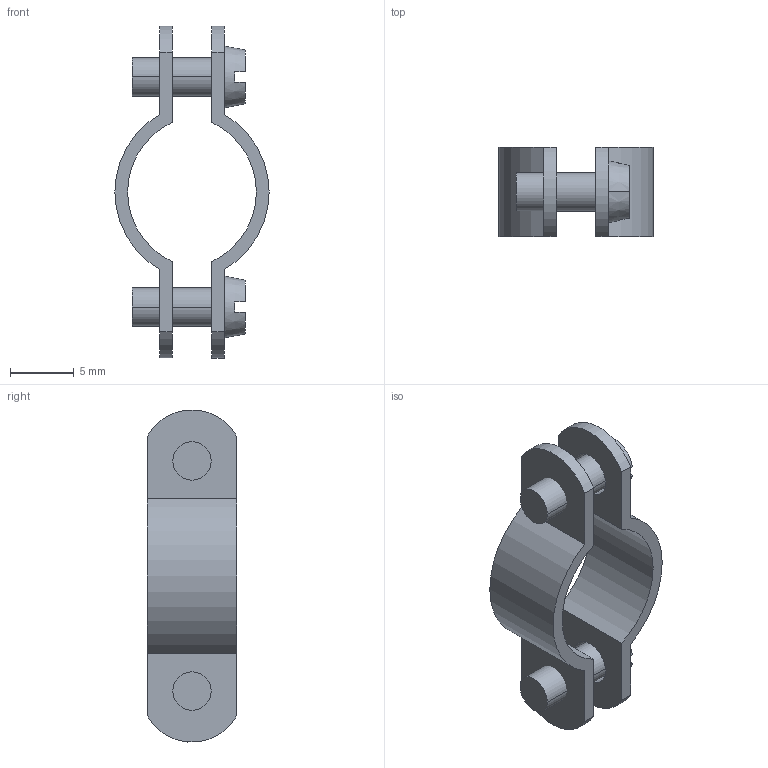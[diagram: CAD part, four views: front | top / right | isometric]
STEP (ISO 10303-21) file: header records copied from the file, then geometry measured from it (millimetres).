
FILE_DESCRIPTION (( 'STEP AP214' ), '1' );
FILE_NAME ('1442015.stp', '2017-02-27T13:51:40', ( '' ), ( '' ), 'SwSTEP 2.0', 'SolidWorks 2016', '' );
FILE_SCHEMA (( 'AUTOMOTIVE_DESIGN' ));
Length unit declared in the file: millimetre
Products named in the file (4): Unterschelle_Katalog; SchraubeM3_Katalog.1; 1442015; Oberschelle_Katalog
Assembly tree (4 placements, depth 2):
  1442015
    Unterschelle_Katalog
    SchraubeM3_Katalog.1  x2
    Oberschelle_Katalog
Bounding box: 12.07 x 7 x 25.97 mm (x, y, z)
Volume: 503.4 mm3; surface area: 1139.8 mm2
Topology: 4 solids, 4 shells, 52 faces, 128 edges, 84 vertices
Faces by surface type: plane 24, cylinder 20, cone 8
Entity records: 1848 total; most frequent: CARTESIAN_POINT 237, DIRECTION 236, ORIENTED_EDGE 200, EDGE_CURVE 100, AXIS2_PLACEMENT_3D 93, VERTEX_POINT 66, LINE 50, VECTOR 50
